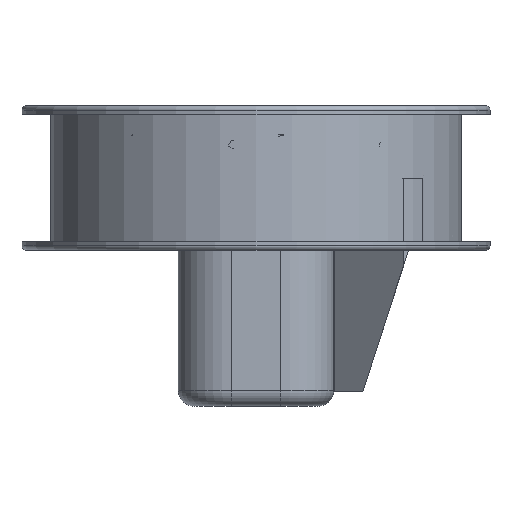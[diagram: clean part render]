
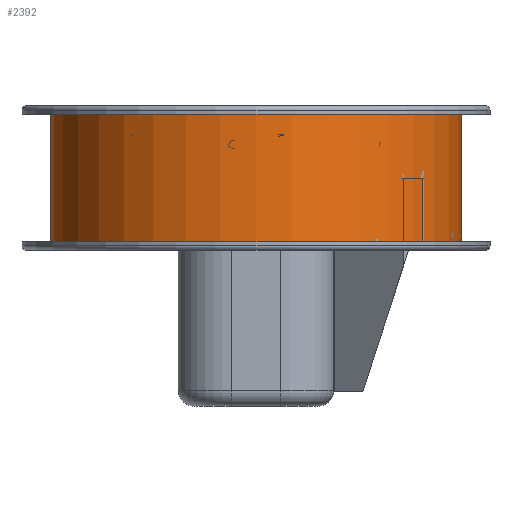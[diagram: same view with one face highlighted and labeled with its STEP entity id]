
A CAD part, left-side view. The second image highlights one B-rep face of the part: STEP entity #2392.
In plain terms, the highlighted cylindrical face has radius 355.2 mm (diameter 710.4 mm), a full revolution.
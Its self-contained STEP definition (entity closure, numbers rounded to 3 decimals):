
#221 = AXIS2_PLACEMENT_3D ( 'NONE', #4769, #2518, #5183 ) ;
#297 = CARTESIAN_POINT ( 'NONE',  ( 0., 0., -182.631 ) ) ;
#885 = CIRCLE ( 'NONE', #3664, 355.2 ) ;
#1104 = FACE_OUTER_BOUND ( 'NONE', #1525, .T. ) ;
#1136 = EDGE_CURVE ( 'NONE', #1683, #1683, #885, .T. ) ;
#1295 = EDGE_LOOP ( 'NONE', ( #2654 ) ) ;
#1525 = EDGE_LOOP ( 'NONE', ( #5068 ) ) ;
#1683 = VERTEX_POINT ( 'NONE', #4831 ) ;
#2371 = CIRCLE ( 'NONE', #3621, 355.2 ) ;
#2392 = ADVANCED_FACE ( 'NONE', ( #2879, #1104 ), #2937, .T. ) ;
#2500 = CARTESIAN_POINT ( 'NONE',  ( 355.2, 0., 52.369 ) ) ;
#2518 = DIRECTION ( 'NONE',  ( 0., 0., 1. ) ) ;
#2561 = DIRECTION ( 'NONE',  ( 1., 0., 0. ) ) ;
#2654 = ORIENTED_EDGE ( 'NONE', *, *, #5621, .F. ) ;
#2665 = DIRECTION ( 'NONE',  ( 1., 0., 0. ) ) ;
#2879 = FACE_OUTER_BOUND ( 'NONE', #1295, .T. ) ;
#2937 = CYLINDRICAL_SURFACE ( 'NONE', #221, 355.2 ) ;
#2954 = VERTEX_POINT ( 'NONE', #2500 ) ;
#3621 = AXIS2_PLACEMENT_3D ( 'NONE', #4380, #4017, #2665 ) ;
#3664 = AXIS2_PLACEMENT_3D ( 'NONE', #297, #3966, #2561 ) ;
#3966 = DIRECTION ( 'NONE',  ( 0., 0., 1. ) ) ;
#4017 = DIRECTION ( 'NONE',  ( 0., 0., 1. ) ) ;
#4380 = CARTESIAN_POINT ( 'NONE',  ( 0., 0., 52.369 ) ) ;
#4769 = CARTESIAN_POINT ( 'NONE',  ( 0., 0., 165.741 ) ) ;
#4831 = CARTESIAN_POINT ( 'NONE',  ( 355.2, 0., -182.631 ) ) ;
#5068 = ORIENTED_EDGE ( 'NONE', *, *, #1136, .T. ) ;
#5183 = DIRECTION ( 'NONE',  ( 1., 0., 0. ) ) ;
#5621 = EDGE_CURVE ( 'NONE', #2954, #2954, #2371, .T. ) ;
